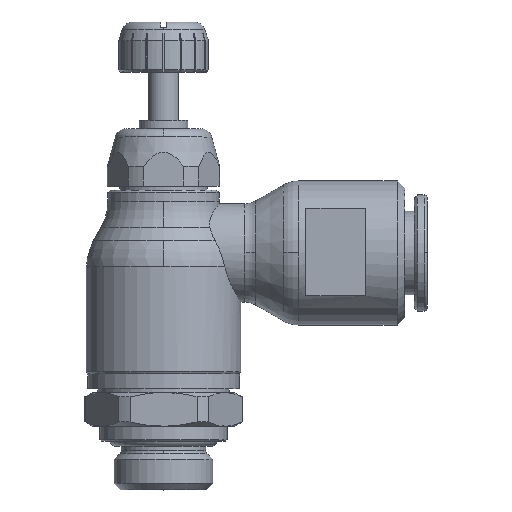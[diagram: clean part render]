
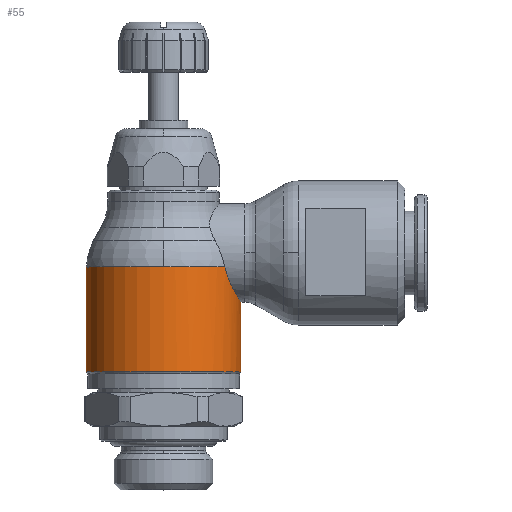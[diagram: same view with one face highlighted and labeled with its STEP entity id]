
A CAD part, top view. The second image highlights one B-rep face of the part: STEP entity #55.
In plain terms, the highlighted cylindrical face has radius 10.325 mm (diameter 20.65 mm), a partial arc.
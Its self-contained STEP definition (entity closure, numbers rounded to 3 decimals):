
#55=ADVANCED_FACE('',(#298),#299,.T.);
#298=FACE_OUTER_BOUND('',#787,.T.);
#299=CYLINDRICAL_SURFACE('',#788,10.325);
#787=EDGE_LOOP('',(#1327,#1328,#1329,#1330,#1331,#1332));
#788=AXIS2_PLACEMENT_3D('',#1333,#1334,#1335);
#1327=ORIENTED_EDGE('',*,*,#3209,.F.);
#1328=ORIENTED_EDGE('',*,*,#3210,.T.);
#1329=ORIENTED_EDGE('',*,*,#3211,.F.);
#1330=ORIENTED_EDGE('',*,*,#3212,.T.);
#1331=ORIENTED_EDGE('',*,*,#3207,.F.);
#1332=ORIENTED_EDGE('',*,*,#3213,.F.);
#1333=CARTESIAN_POINT('',(0.0,22.789,0.0));
#1334=DIRECTION('',(0.0,1.0,0.0));
#1335=DIRECTION('',(-1.0,0.0,0.0));
#3207=EDGE_CURVE('',#3886,#3888,#3889,.T.);
#3209=EDGE_CURVE('',#3891,#3892,#3893,.T.);
#3210=EDGE_CURVE('',#3891,#3894,#3895,.T.);
#3211=EDGE_CURVE('',#3896,#3894,#3897,.T.);
#3212=EDGE_CURVE('',#3896,#3888,#3898,.T.);
#3213=EDGE_CURVE('',#3892,#3886,#3899,.T.);
#3886=VERTEX_POINT('',#4924);
#3888=VERTEX_POINT('',#4926);
#3889=CIRCLE('',#4927,10.325);
#3891=VERTEX_POINT('',#4956);
#3892=VERTEX_POINT('',#4957);
#3893=LINE('',#4958,#4959);
#3894=VERTEX_POINT('',#4960);
#3895=CIRCLE('',#4961,10.325);
#3896=VERTEX_POINT('',#4962);
#3897=LINE('',#4963,#4964);
#3898=B_SPLINE_CURVE_WITH_KNOTS('',3,(#4965,#4966,#4967,#4968,#4969,#4970,#4971,#4972,#4973,#4974,#4975,#4976,#4977,#4978,#4979,#4980,#4981,#4982,#4983,#4984,#4985,#4986,#4987,#4988,#4989,#4990,#4991,#4992,#4993,#4994),.UNSPECIFIED.,.F.,.F.,(4,2,2,2,2,2,2,2,2,2,2,2,2,2,4),(1.29,2.579,3.869,5.158,6.437,7.715,8.993,10.272,11.55,12.829,14.107,15.385,16.675,17.965,19.254),.UNSPECIFIED.);
#3899=CIRCLE('',#4995,10.325);
#4924=CARTESIAN_POINT('',(0.,29.774,10.325));
#4926=CARTESIAN_POINT('',(8.179,29.774,6.302));
#4927=AXIS2_PLACEMENT_3D('',#7527,#7528,#7529);
#4956=CARTESIAN_POINT('',(-10.325,15.803,0.0));
#4957=CARTESIAN_POINT('',(-10.325,29.774,0.));
#4958=CARTESIAN_POINT('',(-10.325,22.789,0.));
#4959=VECTOR('',#7530,1.0);
#4960=CARTESIAN_POINT('',(10.325,15.803,0.));
#4961=AXIS2_PLACEMENT_3D('',#7531,#7532,#7533);
#4962=CARTESIAN_POINT('',(10.325,25.075,0.));
#4963=CARTESIAN_POINT('',(10.325,22.789,0.));
#4964=VECTOR('',#7534,1.0);
#4965=CARTESIAN_POINT('',(8.066,30.352,-6.446));
#4966=CARTESIAN_POINT('',(8.135,29.922,-6.359));
#4967=CARTESIAN_POINT('',(8.237,29.5,-6.229));
#4968=CARTESIAN_POINT('',(8.482,28.697,-5.891));
#4969=CARTESIAN_POINT('',(8.625,28.315,-5.682));
#4970=CARTESIAN_POINT('',(8.922,27.61,-5.205));
#4971=CARTESIAN_POINT('',(9.075,27.287,-4.936));
#4972=CARTESIAN_POINT('',(9.362,26.717,-4.365));
#4973=CARTESIAN_POINT('',(9.508,26.448,-4.044));
#4974=CARTESIAN_POINT('',(9.778,25.97,-3.339));
#4975=CARTESIAN_POINT('',(9.902,25.76,-2.955));
#4976=CARTESIAN_POINT('',(10.108,25.42,-2.148));
#4977=CARTESIAN_POINT('',(10.189,25.29,-1.724));
#4978=CARTESIAN_POINT('',(10.298,25.117,-0.863));
#4979=CARTESIAN_POINT('',(10.325,25.075,-0.426));
#4980=CARTESIAN_POINT('',(10.325,25.075,0.426));
#4981=CARTESIAN_POINT('',(10.298,25.117,0.863));
#4982=CARTESIAN_POINT('',(10.189,25.29,1.724));
#4983=CARTESIAN_POINT('',(10.108,25.42,2.148));
#4984=CARTESIAN_POINT('',(9.902,25.76,2.955));
#4985=CARTESIAN_POINT('',(9.778,25.97,3.339));
#4986=CARTESIAN_POINT('',(9.508,26.448,4.044));
#4987=CARTESIAN_POINT('',(9.362,26.717,4.365));
#4988=CARTESIAN_POINT('',(9.075,27.287,4.936));
#4989=CARTESIAN_POINT('',(8.922,27.61,5.205));
#4990=CARTESIAN_POINT('',(8.625,28.315,5.682));
#4991=CARTESIAN_POINT('',(8.482,28.697,5.891));
#4992=CARTESIAN_POINT('',(8.237,29.5,6.229));
#4993=CARTESIAN_POINT('',(8.135,29.922,6.359));
#4994=CARTESIAN_POINT('',(8.066,30.352,6.446));
#4995=AXIS2_PLACEMENT_3D('',#7535,#7536,#7537);
#7527=CARTESIAN_POINT('',(0.0,29.774,0.0));
#7528=DIRECTION('',(0.0,1.0,0.0));
#7529=DIRECTION('',(-1.0,0.0,0.0));
#7530=DIRECTION('',(0.0,1.0,0.0));
#7531=CARTESIAN_POINT('',(0.0,15.803,0.0));
#7532=DIRECTION('',(0.0,1.0,0.0));
#7533=DIRECTION('',(-1.0,0.0,0.0));
#7534=DIRECTION('',(-0.0,-1.0,-0.0));
#7535=CARTESIAN_POINT('',(0.0,29.774,0.0));
#7536=DIRECTION('',(0.0,1.0,0.0));
#7537=DIRECTION('',(-1.0,0.0,0.0));
